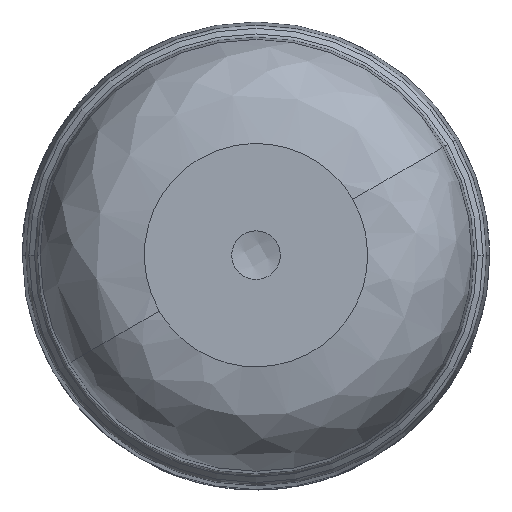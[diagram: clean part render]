
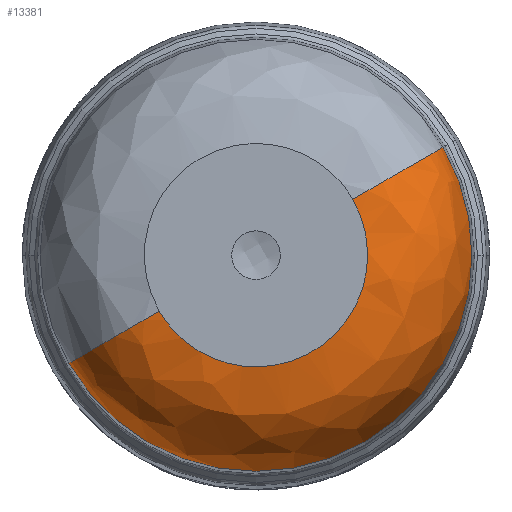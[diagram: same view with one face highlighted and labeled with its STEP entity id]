
A CAD part, top view. The second image highlights one B-rep face of the part: STEP entity #13381.
In plain terms, the highlighted free-form (B-spline) face has degree [3, 3] with [4, 4] control points.
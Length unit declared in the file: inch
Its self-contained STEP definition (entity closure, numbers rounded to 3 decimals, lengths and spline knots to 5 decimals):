
#74 = CARTESIAN_POINT ( 'NONE',  ( 1.49268, -0.98555, 3.0748 ) ) ;
#196 = DIRECTION ( 'NONE',  ( -0.866, -0.5, 0. ) ) ;
#627 =( BOUNDED_SURFACE ( )  B_SPLINE_SURFACE ( 3, 3, ( 
 ( #774, #1803, #5271, #14257 ),
 ( #990, #9838, #3290, #9985 ),
 ( #14398, #6673, #7927, #2032 ),
 ( #5421, #11171, #5492, #7855 ) ),
 .UNSPECIFIED., .F., .F., .T. ) 
 B_SPLINE_SURFACE_WITH_KNOTS ( ( 4, 4 ),
 ( 4, 4 ),
 ( 0., 1. ),
 ( 0., 1. ),
 .UNSPECIFIED. ) 
 GEOMETRIC_REPRESENTATION_ITEM ( )  RATIONAL_B_SPLINE_SURFACE ( (
 ( 1., 0.333, 0.333, 1.),
 ( 0.817, 0.272, 0.272, 0.817),
 ( 0.817, 0.272, 0.272, 0.817),
 ( 1., 0.333, 0.333, 1.) ) ) 
 REPRESENTATION_ITEM ( '' )  SURFACE ( )  );
#774 = CARTESIAN_POINT ( 'NONE',  ( 1.33968, 0.77347, 2.36592 ) ) ;
#967 = AXIS2_PLACEMENT_3D ( 'NONE', #6973, #13383, #196 ) ;
#990 = CARTESIAN_POINT ( 'NONE',  ( 1.32064, 0.76247, 2.78555 ) ) ;
#1043 = EDGE_CURVE ( 'NONE', #6069, #8711, #9639, .T. ) ;
#1803 = CARTESIAN_POINT ( 'NONE',  ( 2.88661, -1.9059, 2.36592 ) ) ;
#2032 = CARTESIAN_POINT ( 'NONE',  ( -1.05666, -0.61007, 3.0748 ) ) ;
#2843 = DIRECTION ( 'NONE',  ( 0.866, 0.5, 0. ) ) ;
#2911 = AXIS2_PLACEMENT_3D ( 'NONE', #12925, #11611, #2843 ) ;
#2943 = EDGE_CURVE ( 'NONE', #10444, #3302, #14082, .T. ) ;
#3290 = CARTESIAN_POINT ( 'NONE',  ( 0.2043, -3.40374, 2.78555 ) ) ;
#3292 = CARTESIAN_POINT ( 'NONE',  ( 1.54693, 0., 2.36592 ) ) ;
#3302 = VERTEX_POINT ( 'NONE', #13819 ) ;
#3337 = ORIENTED_EDGE ( 'NONE', *, *, #11661, .T. ) ;
#3372 = CARTESIAN_POINT ( 'NONE',  ( 1.33968, 0.77347, 2.36592 ) ) ;
#3914 = ORIENTED_EDGE ( 'NONE', *, *, #1043, .T. ) ;
#4270 = CARTESIAN_POINT ( 'NONE',  ( 0.10717, -1.78547, 3.0748 ) ) ;
#4321 = CIRCLE ( 'NONE', #2911, 0.74803 ) ;
#5271 = CARTESIAN_POINT ( 'NONE',  ( 0.20725, -3.45283, 2.36592 ) ) ;
#5421 = CARTESIAN_POINT ( 'NONE',  ( 0.69275, 0.39996, 3.0748 ) ) ;
#5492 = CARTESIAN_POINT ( 'NONE',  ( 0.10717, -1.78547, 3.0748 ) ) ;
#5503 = ORIENTED_EDGE ( 'NONE', *, *, #8749, .F. ) ;
#5614 = ORIENTED_EDGE ( 'NONE', *, *, #2943, .T. ) ;
#5743 = AXIS2_PLACEMENT_3D ( 'NONE', #10524, #8176, #11703 ) ;
#6069 = VERTEX_POINT ( 'NONE', #3292 ) ;
#6194 = CARTESIAN_POINT ( 'NONE',  ( 0., 0., 2.36592 ) ) ;
#6399 = EDGE_LOOP ( 'NONE', ( #3914, #10268, #5614, #5503, #3337 ) ) ;
#6635 = CARTESIAN_POINT ( 'NONE',  ( 0.69275, 0.39996, 3.0748 ) ) ;
#6673 = CARTESIAN_POINT ( 'NONE',  ( 2.27679, -1.50326, 3.0748 ) ) ;
#6973 = CARTESIAN_POINT ( 'NONE',  ( -0.69275, -0.39996, 2.32677 ) ) ;
#7326 = CIRCLE ( 'NONE', #967, 0.74803 ) ;
#7855 = CARTESIAN_POINT ( 'NONE',  ( -0.69275, -0.39996, 3.0748 ) ) ;
#7927 = CARTESIAN_POINT ( 'NONE',  ( 0.16347, -2.72339, 3.0748 ) ) ;
#8176 = DIRECTION ( 'NONE',  ( 0., 0., 1. ) ) ;
#8711 = VERTEX_POINT ( 'NONE', #3372 ) ;
#8749 = EDGE_CURVE ( 'NONE', #11187, #3302, #7326, .T. ) ;
#9639 = CIRCLE ( 'NONE', #13532, 1.54693 ) ;
#9838 = CARTESIAN_POINT ( 'NONE',  ( 2.84557, -1.8788, 2.78555 ) ) ;
#9888 = CARTESIAN_POINT ( 'NONE',  ( 0.69275, 0.39996, 3.0748 ) ) ;
#9985 = CARTESIAN_POINT ( 'NONE',  ( -1.32064, -0.76247, 2.78555 ) ) ;
#10268 = ORIENTED_EDGE ( 'NONE', *, *, #10864, .T. ) ;
#10444 = VERTEX_POINT ( 'NONE', #9888 ) ;
#10524 = CARTESIAN_POINT ( 'NONE',  ( 0., 0., 2.36592 ) ) ;
#10758 = DIRECTION ( 'NONE',  ( 0., 0., 1. ) ) ;
#10864 = EDGE_CURVE ( 'NONE', #8711, #10444, #4321, .T. ) ;
#10994 = DIRECTION ( 'NONE',  ( -0.866, -0.5, 0. ) ) ;
#11163 = CIRCLE ( 'NONE', #5743, 1.54693 ) ;
#11171 = CARTESIAN_POINT ( 'NONE',  ( 1.49268, -0.98555, 3.0748 ) ) ;
#11187 = VERTEX_POINT ( 'NONE', #14018 ) ;
#11611 = DIRECTION ( 'NONE',  ( 0.5, -0.866, 0. ) ) ;
#11661 = EDGE_CURVE ( 'NONE', #11187, #6069, #11163, .T. ) ;
#11703 = DIRECTION ( 'NONE',  ( -0.866, -0.5, 0. ) ) ;
#11822 = FACE_OUTER_BOUND ( 'NONE', #6399, .T. ) ;
#12925 = CARTESIAN_POINT ( 'NONE',  ( 0.69275, 0.39996, 2.32677 ) ) ;
#13381 = ADVANCED_FACE ( 'NONE', ( #11822 ), #627, .T. ) ;
#13383 = DIRECTION ( 'NONE',  ( -0.5, 0.866, 0. ) ) ;
#13532 = AXIS2_PLACEMENT_3D ( 'NONE', #6194, #10758, #10994 ) ;
#13819 = CARTESIAN_POINT ( 'NONE',  ( -0.69275, -0.39996, 3.0748 ) ) ;
#14018 = CARTESIAN_POINT ( 'NONE',  ( -1.33968, -0.77347, 2.36592 ) ) ;
#14082 =( BOUNDED_CURVE ( )  B_SPLINE_CURVE ( 3, ( #6635, #74, #4270, #14579 ),
 .UNSPECIFIED., .F., .T. ) 
 B_SPLINE_CURVE_WITH_KNOTS ( ( 4, 4 ),
 ( 0., 0.66667 ),
 .UNSPECIFIED. ) 
 CURVE ( )  GEOMETRIC_REPRESENTATION_ITEM ( )  RATIONAL_B_SPLINE_CURVE ( ( 1., 0.333, 0.333, 1. ) ) 
 REPRESENTATION_ITEM ( '' )  );
#14257 = CARTESIAN_POINT ( 'NONE',  ( -1.33968, -0.77347, 2.36592 ) ) ;
#14398 = CARTESIAN_POINT ( 'NONE',  ( 1.05666, 0.61007, 3.0748 ) ) ;
#14579 = CARTESIAN_POINT ( 'NONE',  ( -0.69275, -0.39996, 3.0748 ) ) ;
